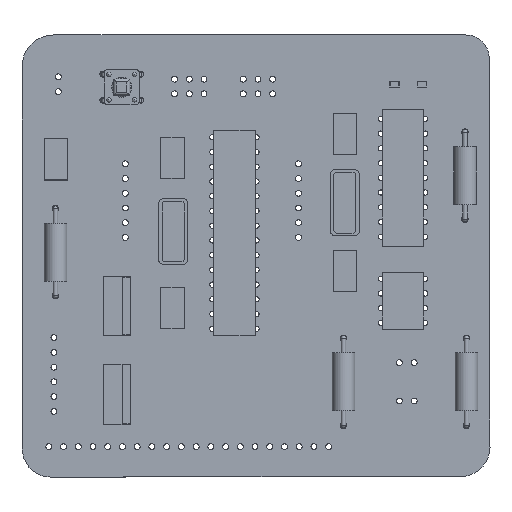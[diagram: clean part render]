
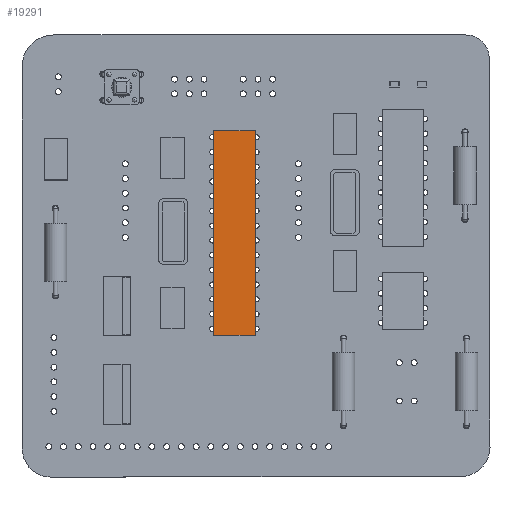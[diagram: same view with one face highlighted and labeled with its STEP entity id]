
A CAD part, top view. The second image highlights one B-rep face of the part: STEP entity #19291.
In plain terms, the highlighted planar face has unit normal (0, 0, 1).
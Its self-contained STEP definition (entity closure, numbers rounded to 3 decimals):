
#19162 = VERTEX_POINT('',#19163);
#19163 = CARTESIAN_POINT('',(-3.6,-17.65,4.58));
#19169 = EDGE_CURVE('',#19162,#19170,#19172,.T.);
#19170 = VERTEX_POINT('',#19171);
#19171 = CARTESIAN_POINT('',(3.6,-17.65,4.58));
#19172 = LINE('',#19173,#19174);
#19173 = CARTESIAN_POINT('',(-3.6,-17.65,4.58));
#19174 = VECTOR('',#19175,1.);
#19175 = DIRECTION('',(1.,0.,0.));
#19200 = EDGE_CURVE('',#19170,#19201,#19203,.T.);
#19201 = VERTEX_POINT('',#19202);
#19202 = CARTESIAN_POINT('',(3.6,17.65,4.58));
#19203 = LINE('',#19204,#19205);
#19204 = CARTESIAN_POINT('',(3.6,-17.65,4.58));
#19205 = VECTOR('',#19206,1.);
#19206 = DIRECTION('',(0.,1.,0.));
#19231 = EDGE_CURVE('',#19201,#19232,#19234,.T.);
#19232 = VERTEX_POINT('',#19233);
#19233 = CARTESIAN_POINT('',(-3.6,17.65,4.58));
#19234 = LINE('',#19235,#19236);
#19235 = CARTESIAN_POINT('',(3.6,17.65,4.58));
#19236 = VECTOR('',#19237,1.);
#19237 = DIRECTION('',(-1.,0.,0.));
#19262 = EDGE_CURVE('',#19232,#19162,#19263,.T.);
#19263 = LINE('',#19264,#19265);
#19264 = CARTESIAN_POINT('',(-3.6,17.65,4.58));
#19265 = VECTOR('',#19266,1.);
#19266 = DIRECTION('',(0.,-1.,0.));
#19291 = ADVANCED_FACE('',(#19292),#19298,.T.);
#19292 = FACE_BOUND('',#19293,.T.);
#19293 = EDGE_LOOP('',(#19294,#19295,#19296,#19297));
#19294 = ORIENTED_EDGE('',*,*,#19169,.T.);
#19295 = ORIENTED_EDGE('',*,*,#19200,.T.);
#19296 = ORIENTED_EDGE('',*,*,#19231,.T.);
#19297 = ORIENTED_EDGE('',*,*,#19262,.T.);
#19298 = PLANE('',#19299);
#19299 = AXIS2_PLACEMENT_3D('',#19300,#19301,#19302);
#19300 = CARTESIAN_POINT('',(0.,0.,
    4.58));
#19301 = DIRECTION('',(0.,0.,1.));
#19302 = DIRECTION('',(1.,0.,-0.));
